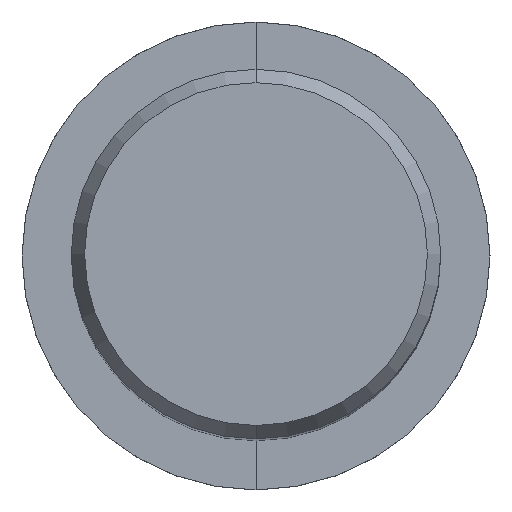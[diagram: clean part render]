
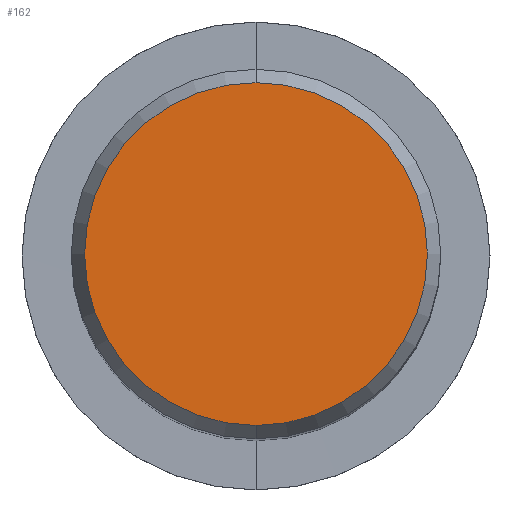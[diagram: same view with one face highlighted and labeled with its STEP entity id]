
A CAD part, top view. The second image highlights one B-rep face of the part: STEP entity #162.
In plain terms, the highlighted planar face has unit normal (0, 0, 1).
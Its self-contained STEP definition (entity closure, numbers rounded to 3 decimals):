
#98=VERTEX_POINT('',#216);
#100=EDGE_CURVE('',#124,#98,#218,.T.);
#124=VERTEX_POINT('',#245);
#162=ADVANCED_FACE('',(#286),#287,.T.);
#168=EDGE_CURVE('',#98,#124,#293,.T.);
#216=CARTESIAN_POINT('',(0.,-8.837,0.01));
#218=CIRCLE('',#340,8.837);
#245=CARTESIAN_POINT('',(0.0,8.837,0.01));
#286=FACE_OUTER_BOUND('',#427,.T.);
#287=PLANE('',#428);
#293=CIRCLE('',#435,8.837);
#340=AXIS2_PLACEMENT_3D('',#484,#485,#486);
#427=EDGE_LOOP('',(#561,#562));
#428=AXIS2_PLACEMENT_3D('',#563,#564,#565);
#435=AXIS2_PLACEMENT_3D('',#566,#567,#568);
#484=CARTESIAN_POINT('',(0.0,0.0,0.01));
#485=DIRECTION('',(0.0,0.0,-1.0));
#486=DIRECTION('',(0.0,1.0,0.0));
#561=ORIENTED_EDGE('',*,*,#100,.F.);
#562=ORIENTED_EDGE('',*,*,#168,.F.);
#563=CARTESIAN_POINT('',(0.0,4.419,0.01));
#564=DIRECTION('',(-0.0,0.0,1.0));
#565=DIRECTION('',(0.0,-1.0,0.0));
#566=CARTESIAN_POINT('',(0.0,0.0,0.01));
#567=DIRECTION('',(0.0,0.0,-1.0));
#568=DIRECTION('',(0.0,1.0,0.0));
